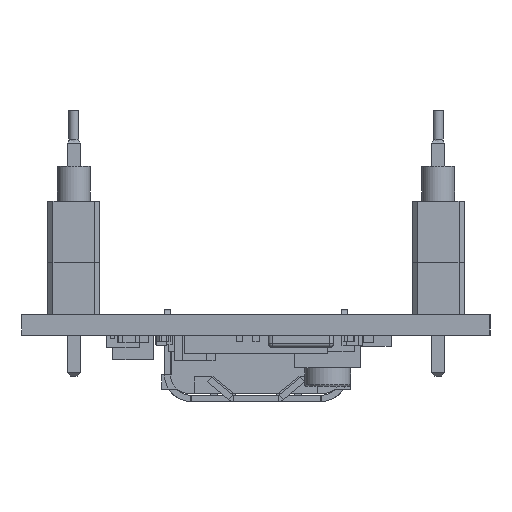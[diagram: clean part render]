
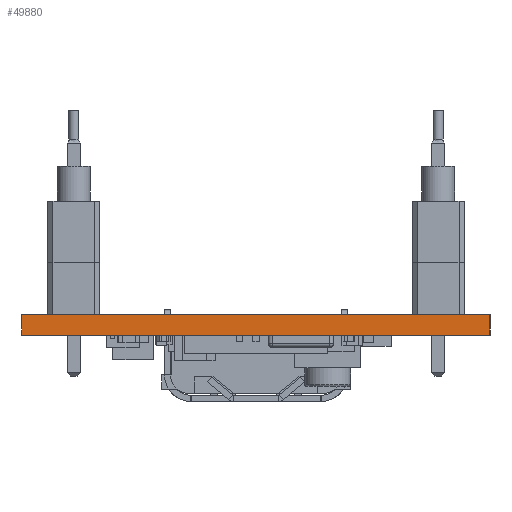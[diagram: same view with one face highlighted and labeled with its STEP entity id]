
A CAD part, left-side view. The second image highlights one B-rep face of the part: STEP entity #49880.
In plain terms, the highlighted planar face has unit normal (-1, 0, 0).
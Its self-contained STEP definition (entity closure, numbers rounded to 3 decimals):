
#3781=FACE_OUTER_BOUND('',#6774,.T.);
#6774=EDGE_LOOP('',(#38420,#38421,#38422,#38423));
#11987=LINE('',#76947,#17842);
#11988=LINE('',#76949,#17843);
#11989=LINE('',#76951,#17844);
#11990=LINE('',#76952,#17845);
#17842=VECTOR('',#62737,10.);
#17843=VECTOR('',#62738,10.);
#17844=VECTOR('',#62739,10.);
#17845=VECTOR('',#62740,10.);
#22415=VERTEX_POINT('',#76945);
#22416=VERTEX_POINT('',#76946);
#22417=VERTEX_POINT('',#76948);
#22418=VERTEX_POINT('',#76950);
#28061=EDGE_CURVE('',#22415,#22416,#11987,.T.);
#28062=EDGE_CURVE('',#22417,#22416,#11988,.T.);
#28063=EDGE_CURVE('',#22417,#22418,#11989,.T.);
#28064=EDGE_CURVE('',#22418,#22415,#11990,.T.);
#38420=ORIENTED_EDGE('',*,*,#28061,.T.);
#38421=ORIENTED_EDGE('',*,*,#28062,.F.);
#38422=ORIENTED_EDGE('',*,*,#28063,.T.);
#38423=ORIENTED_EDGE('',*,*,#28064,.T.);
#46155=PLANE('',#53550);
#49880=ADVANCED_FACE('',(#3781),#46155,.T.);
#53550=AXIS2_PLACEMENT_3D('',#76944,#62735,#62736);
#62735=DIRECTION('center_axis',(-1.,0.,0.));
#62736=DIRECTION('ref_axis',(0.,-1.,0.));
#62737=DIRECTION('',(0.,1.,0.));
#62738=DIRECTION('',(0.,0.,1.));
#62739=DIRECTION('',(0.,-1.,0.));
#62740=DIRECTION('',(0.,0.,1.));
#76944=CARTESIAN_POINT('Origin',(-27.84,11.43,2.54));
#76945=CARTESIAN_POINT('',(-27.84,-11.43,3.54));
#76946=CARTESIAN_POINT('',(-27.84,11.43,3.54));
#76947=CARTESIAN_POINT('',(-27.84,5.715,3.54));
#76948=CARTESIAN_POINT('',(-27.84,11.43,2.54));
#76949=CARTESIAN_POINT('',(-27.84,11.43,2.54));
#76950=CARTESIAN_POINT('',(-27.84,-11.43,2.54));
#76951=CARTESIAN_POINT('',(-27.84,11.43,2.54));
#76952=CARTESIAN_POINT('',(-27.84,-11.43,2.54));
